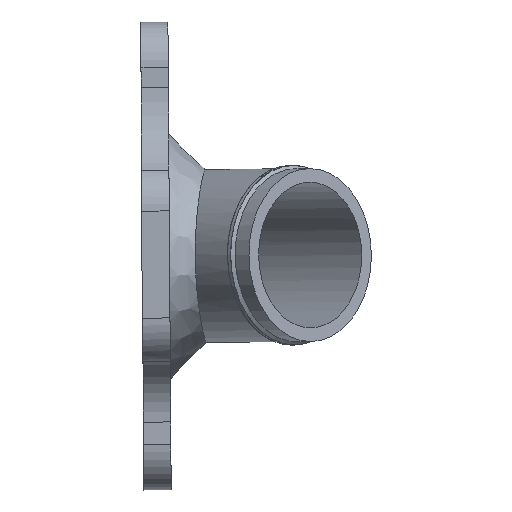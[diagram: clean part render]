
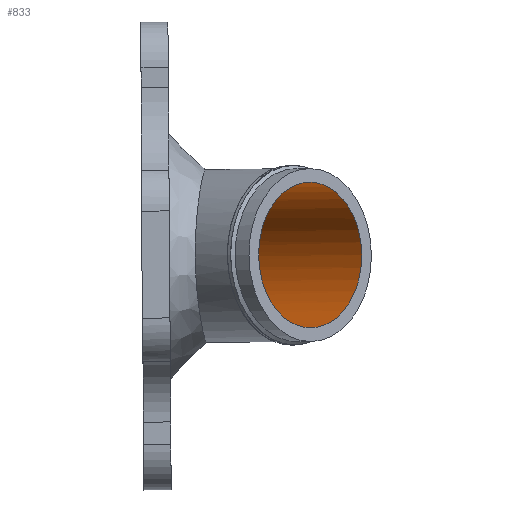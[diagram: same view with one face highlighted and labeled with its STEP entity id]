
A CAD part, left-side view. The second image highlights one B-rep face of the part: STEP entity #833.
In plain terms, the highlighted cylindrical face has radius 8.025 mm (diameter 16.05 mm), a full revolution.
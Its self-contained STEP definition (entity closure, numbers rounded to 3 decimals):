
#24=ELLIPSE('',#924,11.349,8.025);
#32=CYLINDRICAL_SURFACE('',#923,8.025);
#97=FACE_OUTER_BOUND('',#154,.T.);
#154=EDGE_LOOP('',(#639,#640,#641,#642));
#213=LINE('',#1489,#274);
#274=VECTOR('',#1087,8.025);
#330=CIRCLE('',#904,8.025);
#388=VERTEX_POINT('',#1332);
#415=VERTEX_POINT('',#1488);
#472=EDGE_CURVE('',#388,#388,#330,.T.);
#500=EDGE_CURVE('',#388,#415,#213,.T.);
#501=EDGE_CURVE('',#415,#415,#24,.T.);
#639=ORIENTED_EDGE('',*,*,#472,.F.);
#640=ORIENTED_EDGE('',*,*,#500,.T.);
#641=ORIENTED_EDGE('',*,*,#501,.F.);
#642=ORIENTED_EDGE('',*,*,#500,.F.);
#833=ADVANCED_FACE('',(#97),#32,.F.);
#904=AXIS2_PLACEMENT_3D('',#1333,#1038,#1039);
#923=AXIS2_PLACEMENT_3D('',#1487,#1085,#1086);
#924=AXIS2_PLACEMENT_3D('',#1490,#1088,#1089);
#1038=DIRECTION('center_axis',(0.707,0.707,-0.007));
#1039=DIRECTION('ref_axis',(0.707,-0.707,0.));
#1085=DIRECTION('center_axis',(0.707,0.707,-0.007));
#1086=DIRECTION('ref_axis',(0.707,-0.707,0.));
#1087=DIRECTION('',(0.707,0.707,-0.007));
#1088=DIRECTION('center_axis',(0.,-1.,
0.007));
#1089=DIRECTION('ref_axis',(1.,0.,-0.003));
#1332=CARTESIAN_POINT('',(6.448,-94.038,49.701));
#1333=CARTESIAN_POINT('Origin',(12.123,-99.713,49.701));
#1487=CARTESIAN_POINT('Origin',(13.537,-98.299,49.687));
#1488=CARTESIAN_POINT('',(19.255,-81.232,49.575));
#1489=CARTESIAN_POINT('',(7.863,-92.624,49.687));
#1490=CARTESIAN_POINT('Origin',(30.604,-81.232,49.519));
